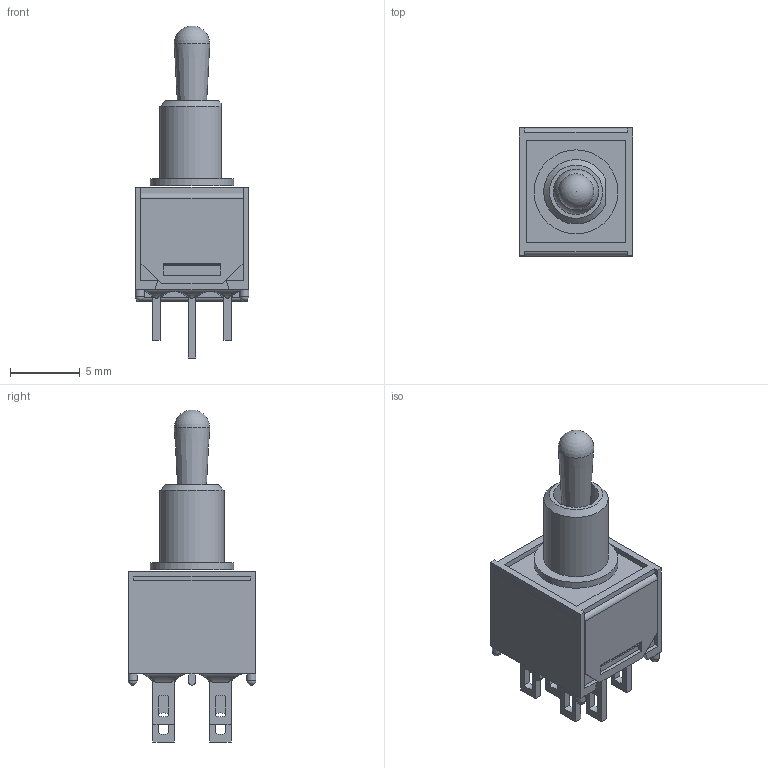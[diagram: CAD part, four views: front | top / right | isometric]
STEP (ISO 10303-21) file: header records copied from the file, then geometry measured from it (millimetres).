
FILE_DESCRIPTION(/* description */ (''),/* implementation_level */ '2;1');
FILE_NAME(/* name */ '200MDPxT2B1M1xE.stp',/* time_stamp */ '2018-07-11T09:43:06-05:00',/* author */ ('mroman'),/* organization */ (''),/* preprocessor_version */ 'ST-DEVELOPER v17',/* originating_system */ 'Autodesk Inventor 2018',/* authorisation */ '');
FILE_SCHEMA (('AUTOMOTIVE_DESIGN { 1 0 10303 214 3 1 1 }'));
Length unit declared in the file: millimetre
Products named in the file (1): 200MDPxT2B1M1xE
Bounding box: 8.13 x 9.14 x 23.72 mm (x, y, z)
Volume: 351.4 mm3; surface area: 1240.5 mm2
Topology: 2 solids, 3 shells, 214 faces, 608 edges, 400 vertices
Faces by surface type: plane 154, cylinder 35, bspline 16, sphere 7, cone 2
Full cylindrical faces by diameter (mm): 0.65 x4, 3.25 x2, 6 x1
Entity records: 8316 total; most frequent: CARTESIAN_POINT 2826, ORIENTED_EDGE 1206, DIRECTION 1004, EDGE_CURVE 603, LINE 430, VECTOR 430, VERTEX_POINT 400, AXIS2_PLACEMENT_3D 287
